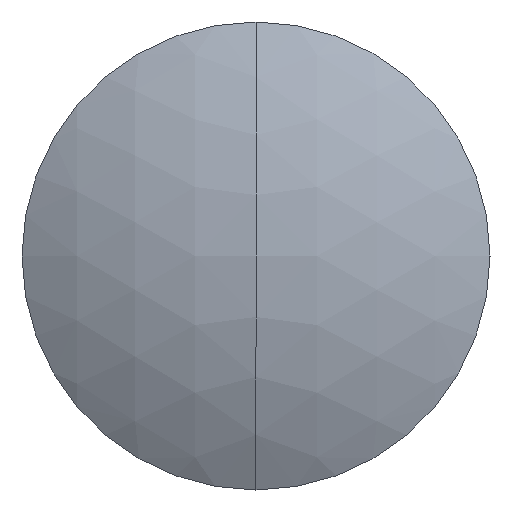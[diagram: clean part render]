
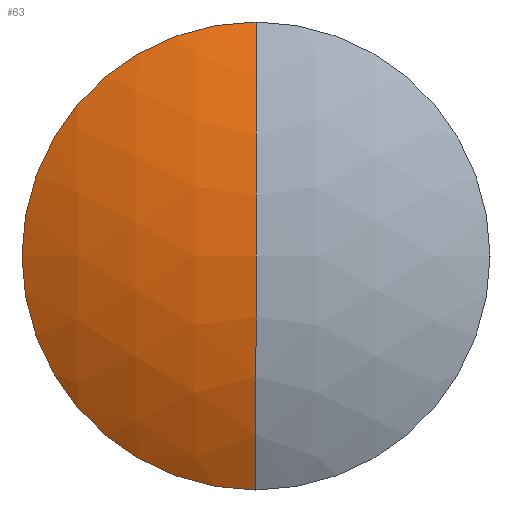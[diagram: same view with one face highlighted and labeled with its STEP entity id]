
A CAD part, left-side view. The second image highlights one B-rep face of the part: STEP entity #63.
In plain terms, the highlighted spherical face has radius 51.8 mm.
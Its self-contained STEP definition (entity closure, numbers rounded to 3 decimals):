
#14 = ORIENTED_EDGE ( 'NONE', *, *, #56, .T. ) ;
#18 = EDGE_LOOP ( 'NONE', ( #131, #14, #333 ) ) ;
#23 = DIRECTION ( 'NONE',  ( 0., 0., 1. ) ) ;
#25 = CIRCLE ( 'NONE', #28, 25.4 ) ;
#28 = AXIS2_PLACEMENT_3D ( 'NONE', #95, #233, #23 ) ;
#56 = EDGE_CURVE ( 'NONE', #115, #149, #198, .T. ) ;
#63 = ADVANCED_FACE ( 'NONE', ( #335 ), #305, .T. ) ;
#75 = CARTESIAN_POINT ( 'NONE',  ( 566.558, 0., 0. ) ) ;
#77 = AXIS2_PLACEMENT_3D ( 'NONE', #312, #128, #281 ) ;
#95 = CARTESIAN_POINT ( 'NONE',  ( 521.413, 0., 0. ) ) ;
#97 = DIRECTION ( 'NONE',  ( 0., 1., 0. ) ) ;
#109 = CARTESIAN_POINT ( 'NONE',  ( 514.758, 0., 0. ) ) ;
#115 = VERTEX_POINT ( 'NONE', #347 ) ;
#119 = CIRCLE ( 'NONE', #77, 51.8 ) ;
#128 = DIRECTION ( 'NONE',  ( 0., -1., 0. ) ) ;
#131 = ORIENTED_EDGE ( 'NONE', *, *, #238, .T. ) ;
#147 = DIRECTION ( 'NONE',  ( 0., 0., 1. ) ) ;
#149 = VERTEX_POINT ( 'NONE', #109 ) ;
#180 = CARTESIAN_POINT ( 'NONE',  ( 566.558, 0., 0. ) ) ;
#198 = CIRCLE ( 'NONE', #271, 51.8 ) ;
#219 = CARTESIAN_POINT ( 'NONE',  ( 521.413, 0., 25.4 ) ) ;
#233 = DIRECTION ( 'NONE',  ( -1., 0., 0. ) ) ;
#238 = EDGE_CURVE ( 'NONE', #282, #115, #25, .T. ) ;
#239 = DIRECTION ( 'NONE',  ( 0., 0., 1. ) ) ;
#271 = AXIS2_PLACEMENT_3D ( 'NONE', #75, #289, #239 ) ;
#281 = DIRECTION ( 'NONE',  ( 0., 0., -1. ) ) ;
#282 = VERTEX_POINT ( 'NONE', #219 ) ;
#289 = DIRECTION ( 'NONE',  ( 0., 1., 0. ) ) ;
#305 = SPHERICAL_SURFACE ( 'NONE', #328, 51.8 ) ;
#306 = EDGE_CURVE ( 'NONE', #282, #149, #119, .T. ) ;
#312 = CARTESIAN_POINT ( 'NONE',  ( 566.558, 0., 0. ) ) ;
#328 = AXIS2_PLACEMENT_3D ( 'NONE', #180, #97, #147 ) ;
#333 = ORIENTED_EDGE ( 'NONE', *, *, #306, .F. ) ;
#335 = FACE_OUTER_BOUND ( 'NONE', #18, .T. ) ;
#347 = CARTESIAN_POINT ( 'NONE',  ( 521.413, 0., -25.4 ) ) ;
